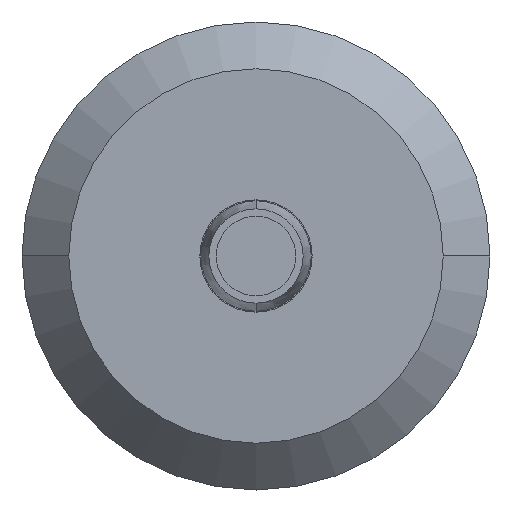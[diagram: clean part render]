
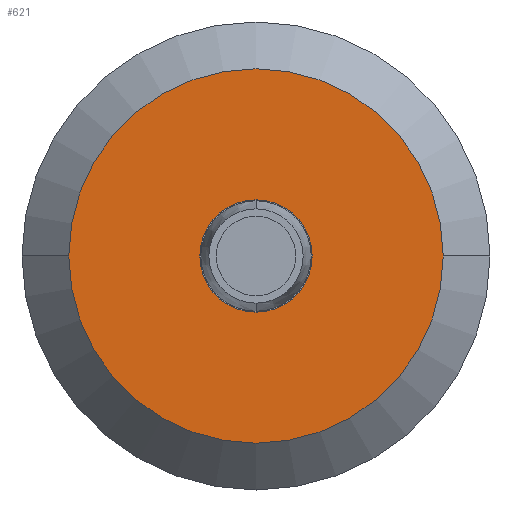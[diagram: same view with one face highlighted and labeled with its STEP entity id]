
A CAD part, front view. The second image highlights one B-rep face of the part: STEP entity #621.
In plain terms, the highlighted planar face has unit normal (0, -1, 0).
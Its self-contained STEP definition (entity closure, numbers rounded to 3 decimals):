
#621=ADVANCED_FACE('',(#1296,#1297),#1298,.T.);
#1296=FACE_BOUND('',#2042,.T.);
#1297=FACE_OUTER_BOUND('',#2043,.T.);
#1298=PLANE('',#2044);
#2042=EDGE_LOOP('',(#3625,#3626));
#2043=EDGE_LOOP('',(#3627,#3628));
#2044=AXIS2_PLACEMENT_3D('',#3629,#3630,#3631);
#3625=ORIENTED_EDGE('',*,*,#4368,.T.);
#3626=ORIENTED_EDGE('',*,*,#4873,.T.);
#3627=ORIENTED_EDGE('',*,*,#4524,.F.);
#3628=ORIENTED_EDGE('',*,*,#4874,.F.);
#3629=CARTESIAN_POINT('',(148.5,80.0,0.));
#3630=DIRECTION('',(0.0,-1.0,0.));
#3631=DIRECTION('',(1.0,0.0,0.0));
#4368=EDGE_CURVE('',#5220,#5224,#5226,.T.);
#4524=EDGE_CURVE('',#5468,#5464,#5470,.T.);
#4873=EDGE_CURVE('',#5224,#5220,#5956,.T.);
#4874=EDGE_CURVE('',#5464,#5468,#5957,.T.);
#5220=VERTEX_POINT('',#6408);
#5224=VERTEX_POINT('',#6413);
#5226=CIRCLE('',#6416,1.2);
#5464=VERTEX_POINT('',#6721);
#5468=VERTEX_POINT('',#6726);
#5470=CIRCLE('',#6729,4.0);
#5956=CIRCLE('',#7404,1.2);
#5957=CIRCLE('',#7405,4.0);
#6408=CARTESIAN_POINT('',(149.7,80.0,0.));
#6413=CARTESIAN_POINT('',(147.3,80.0,0.));
#6416=AXIS2_PLACEMENT_3D('',#7802,#7803,#7804);
#6721=CARTESIAN_POINT('',(144.5,80.0,0.));
#6726=CARTESIAN_POINT('',(152.5,80.0,0.));
#6729=AXIS2_PLACEMENT_3D('',#8048,#8049,#8050);
#7404=AXIS2_PLACEMENT_3D('',#8532,#8533,#8534);
#7405=AXIS2_PLACEMENT_3D('',#8535,#8536,#8537);
#7802=CARTESIAN_POINT('',(148.5,80.0,0.));
#7803=DIRECTION('',(0.0,1.0,0.));
#7804=DIRECTION('',(1.0,0.0,0.0));
#8048=CARTESIAN_POINT('',(148.5,80.0,0.));
#8049=DIRECTION('',(0.0,1.0,0.));
#8050=DIRECTION('',(-1.0,0.0,0.0));
#8532=CARTESIAN_POINT('',(148.5,80.0,0.));
#8533=DIRECTION('',(0.0,1.0,0.));
#8534=DIRECTION('',(1.0,0.0,0.0));
#8535=CARTESIAN_POINT('',(148.5,80.0,0.));
#8536=DIRECTION('',(0.0,1.0,0.));
#8537=DIRECTION('',(-1.0,0.0,0.0));
